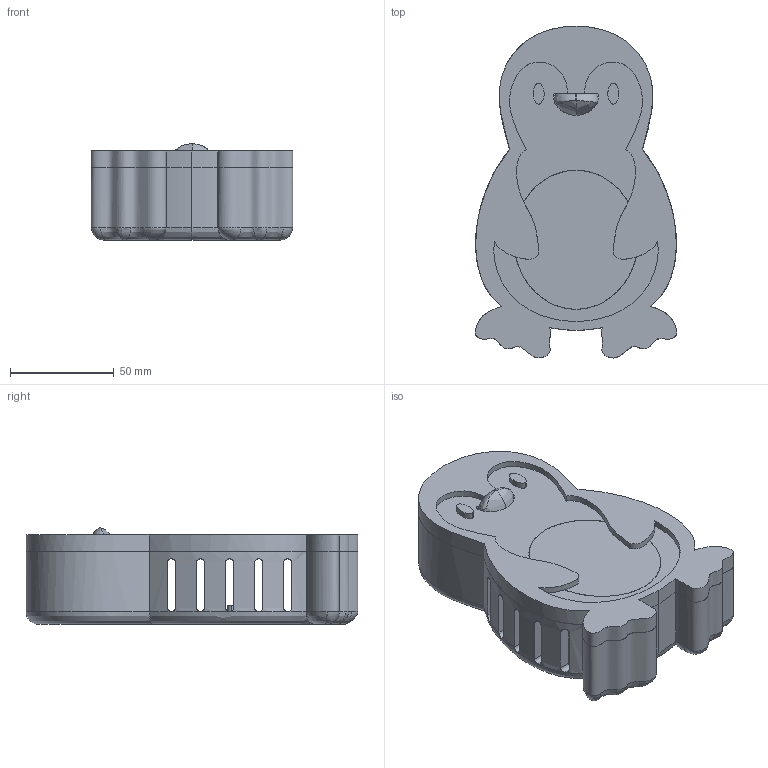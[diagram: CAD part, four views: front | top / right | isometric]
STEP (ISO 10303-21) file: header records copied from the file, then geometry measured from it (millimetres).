
FILE_DESCRIPTION(('STEP AP214'),'1');
FILE_NAME('jasper_v00.stp','2021-05-27T09:02:37',(' '),(' '),'Spatial InterOp 3D',' ',' ');
FILE_SCHEMA(('AUTOMOTIVE_DESIGN { 1 0 10303 214 1 1 1 1 }'));
Length unit declared in the file: metre
Products named in the file (5): jasper_v00; front; button; shell; plate
Assembly tree (4 placements, depth 2):
  jasper_v00
    front
    button
    shell
    plate
Bounding box: 97.09 x 159.94 x 46.47 mm (x, y, z)
Volume: 163604.7 mm3; surface area: 92716.8 mm2
Topology: 4 solids, 4 shells, 255 faces, 735 edges, 485 vertices
Faces by surface type: bspline 106, cylinder 91, plane 58
Entity records: 33883 total; most frequent: CARTESIAN_POINT 27755, ORIENTED_EDGE 1456, DIRECTION 869, EDGE_CURVE 728, VERTEX_POINT 485, B_SPLINE_CURVE_WITH_KNOTS 311, AXIS2_PLACEMENT_3D 298, EDGE_LOOP 285
